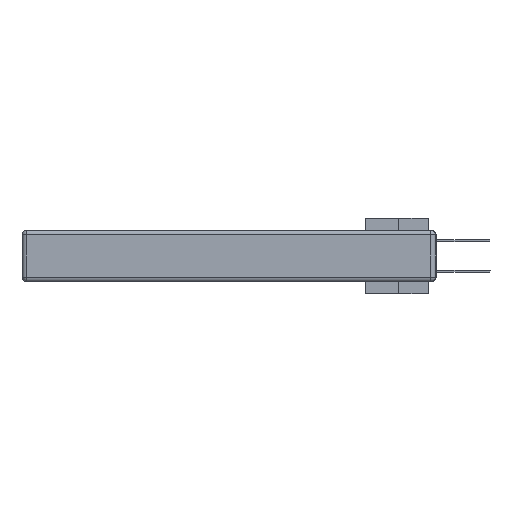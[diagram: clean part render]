
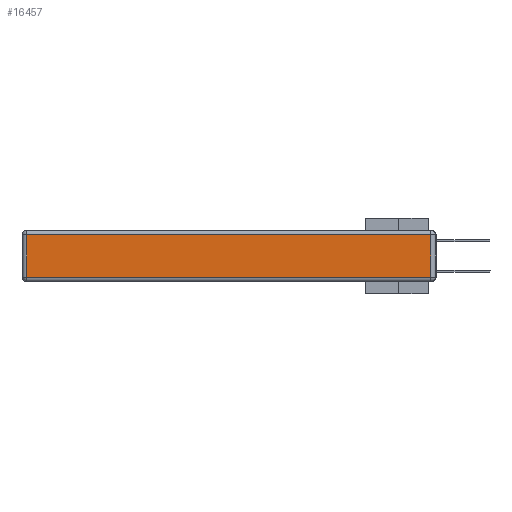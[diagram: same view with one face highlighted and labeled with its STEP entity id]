
A CAD part, left-side view. The second image highlights one B-rep face of the part: STEP entity #16457.
In plain terms, the highlighted planar face has unit normal (-1, 0, 0).
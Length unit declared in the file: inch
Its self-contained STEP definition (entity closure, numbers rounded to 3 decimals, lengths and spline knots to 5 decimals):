
#409 = VECTOR ( 'NONE', #8460, 39.37008 ) ;
#854 = CARTESIAN_POINT ( 'NONE',  ( 0., 0., -0.313 ) ) ;
#3895 = DIRECTION ( 'NONE',  ( -1., 0., 0. ) ) ;
#4356 = DIRECTION ( 'NONE',  ( 0., 1., 0. ) ) ;
#5931 = ORIENTED_EDGE ( 'NONE', *, *, #12282, .T. ) ;
#6677 = CARTESIAN_POINT ( 'NONE',  ( 0., 0.03, -0.03 ) ) ;
#6706 = CARTESIAN_POINT ( 'NONE',  ( 0., 2.72, -0.03 ) ) ;
#6885 = ORIENTED_EDGE ( 'NONE', *, *, #7643, .T. ) ;
#7643 = EDGE_CURVE ( 'NONE', #22881, #8223, #30153, .T. ) ;
#8223 = VERTEX_POINT ( 'NONE', #6677 ) ;
#8460 = DIRECTION ( 'NONE',  ( 0., 0., 1. ) ) ;
#9618 = CARTESIAN_POINT ( 'NONE',  ( 0., 0.03, -0.313 ) ) ;
#10042 = ORIENTED_EDGE ( 'NONE', *, *, #31318, .T. ) ;
#11064 = VERTEX_POINT ( 'NONE', #30318 ) ;
#11705 = CARTESIAN_POINT ( 'NONE',  ( 0., 0.03, -0.343 ) ) ;
#12282 = EDGE_CURVE ( 'NONE', #8223, #13349, #19804, .T. ) ;
#13349 = VERTEX_POINT ( 'NONE', #6706 ) ;
#16457 = ADVANCED_FACE ( 'NONE', ( #34761 ), #19355, .T. ) ;
#16733 = VECTOR ( 'NONE', #38017, 39.37008 ) ;
#17012 = AXIS2_PLACEMENT_3D ( 'NONE', #31710, #3895, #29202 ) ;
#19355 = PLANE ( 'NONE',  #17012 ) ;
#19804 = LINE ( 'NONE', #38458, #36934 ) ;
#22881 = VERTEX_POINT ( 'NONE', #9618 ) ;
#22962 = VECTOR ( 'NONE', #32479, 39.37008 ) ;
#23753 = LINE ( 'NONE', #854, #22962 ) ;
#25539 = EDGE_CURVE ( 'NONE', #13349, #11064, #31521, .T. ) ;
#29202 = DIRECTION ( 'NONE',  ( 0., 0., 1. ) ) ;
#29204 = EDGE_LOOP ( 'NONE', ( #10042, #6885, #5931, #32380 ) ) ;
#30153 = LINE ( 'NONE', #11705, #409 ) ;
#30318 = CARTESIAN_POINT ( 'NONE',  ( 0., 2.72, -0.313 ) ) ;
#31318 = EDGE_CURVE ( 'NONE', #11064, #22881, #23753, .T. ) ;
#31521 = LINE ( 'NONE', #38786, #16733 ) ;
#31710 = CARTESIAN_POINT ( 'NONE',  ( 0., 0., -0.343 ) ) ;
#32380 = ORIENTED_EDGE ( 'NONE', *, *, #25539, .T. ) ;
#32479 = DIRECTION ( 'NONE',  ( 0., -1., 0. ) ) ;
#34761 = FACE_OUTER_BOUND ( 'NONE', #29204, .T. ) ;
#36934 = VECTOR ( 'NONE', #4356, 39.37008 ) ;
#38017 = DIRECTION ( 'NONE',  ( 0., 0., -1. ) ) ;
#38458 = CARTESIAN_POINT ( 'NONE',  ( 0., 2.75, -0.03 ) ) ;
#38786 = CARTESIAN_POINT ( 'NONE',  ( 0., 2.72, -0.343 ) ) ;
